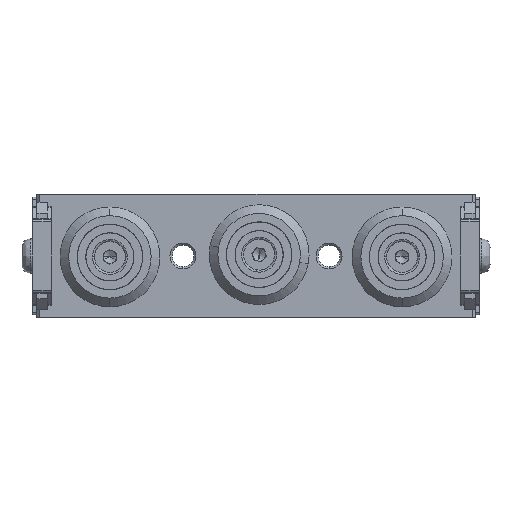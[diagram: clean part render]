
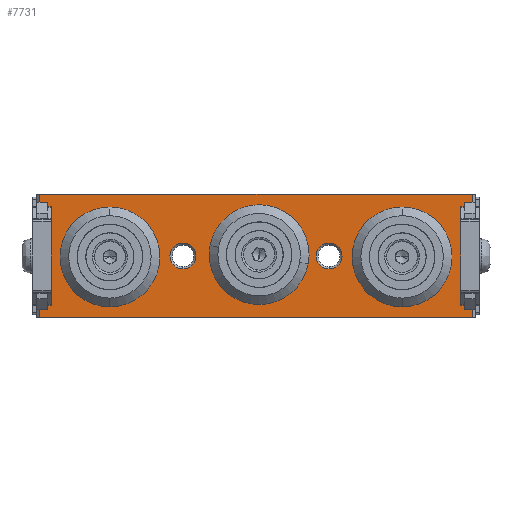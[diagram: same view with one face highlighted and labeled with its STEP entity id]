
A CAD part, front view. The second image highlights one B-rep face of the part: STEP entity #7731.
In plain terms, the highlighted planar face has unit normal (0, -1, 0).
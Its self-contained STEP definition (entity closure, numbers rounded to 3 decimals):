
#424 = AXIS2_PLACEMENT_3D ( 'NONE', #18321, #24656, #2032 ) ;
#433 = VERTEX_POINT ( 'NONE', #17626 ) ;
#720 = EDGE_CURVE ( 'NONE', #3114, #433, #19353, .T. ) ;
#885 = CARTESIAN_POINT ( 'NONE',  ( 0.013, 0., 0.584 ) ) ;
#1000 = DIRECTION ( 'NONE',  ( 0., 0., -1. ) ) ;
#1137 = DIRECTION ( 'NONE',  ( 0., -1., 0. ) ) ;
#1213 = DIRECTION ( 'NONE',  ( 0., -1., 0. ) ) ;
#1513 = FACE_BOUND ( 'NONE', #6819, .T. ) ;
#1567 = CIRCLE ( 'NONE', #6706, 5. ) ;
#1657 = FACE_BOUND ( 'NONE', #7288, .T. ) ;
#2032 = DIRECTION ( 'NONE',  ( 0., 0., -1. ) ) ;
#2131 = ORIENTED_EDGE ( 'NONE', *, *, #14560, .F. ) ;
#2257 = EDGE_LOOP ( 'NONE', ( #23591, #7263 ) ) ;
#2808 = CARTESIAN_POINT ( 'NONE',  ( -22.492, 0., -4. ) ) ;
#3114 = VERTEX_POINT ( 'NONE', #5606 ) ;
#3181 = DIRECTION ( 'NONE',  ( 1., 0., 0. ) ) ;
#3463 = DIRECTION ( 'NONE',  ( -1., 0., 0. ) ) ;
#3931 = DIRECTION ( 'NONE',  ( 0., 0., -1. ) ) ;
#4083 = VECTOR ( 'NONE', #17646, 1000. ) ;
#4440 = AXIS2_PLACEMENT_3D ( 'NONE', #14158, #7830, #3931 ) ;
#4935 = AXIS2_PLACEMENT_3D ( 'NONE', #885, #17314, #7083 ) ;
#5208 = VERTEX_POINT ( 'NONE', #18849 ) ;
#5318 = EDGE_LOOP ( 'NONE', ( #11291, #2131 ) ) ;
#5370 = DIRECTION ( 'NONE',  ( 0., 0., -1. ) ) ;
#5562 = CARTESIAN_POINT ( 'NONE',  ( -66.548, 0., 18.999 ) ) ;
#5606 = CARTESIAN_POINT ( 'NONE',  ( -66.548, 0., 18.999 ) ) ;
#6151 = ORIENTED_EDGE ( 'NONE', *, *, #12350, .F. ) ;
#6644 = EDGE_LOOP ( 'NONE', ( #9217, #18094 ) ) ;
#6706 = AXIS2_PLACEMENT_3D ( 'NONE', #10641, #18859, #17506 ) ;
#6819 = EDGE_LOOP ( 'NONE', ( #6151, #15201 ) ) ;
#7079 = VERTEX_POINT ( 'NONE', #2808 ) ;
#7083 = DIRECTION ( 'NONE',  ( 0., 0., -1. ) ) ;
#7263 = ORIENTED_EDGE ( 'NONE', *, *, #24594, .F. ) ;
#7281 = LINE ( 'NONE', #15359, #4083 ) ;
#7288 = EDGE_LOOP ( 'NONE', ( #21398, #16974 ) ) ;
#7341 = CARTESIAN_POINT ( 'NONE',  ( 22.517, 0., 0. ) ) ;
#7731 = ADVANCED_FACE ( 'NONE', ( #12017, #1657, #1513, #9987, #16051, #26307 ), #11876, .F. ) ;
#7830 = DIRECTION ( 'NONE',  ( 0., -1., 0. ) ) ;
#8084 = EDGE_CURVE ( 'NONE', #16829, #10194, #11784, .T. ) ;
#8850 = CIRCLE ( 'NONE', #19594, 4. ) ;
#8925 = AXIS2_PLACEMENT_3D ( 'NONE', #5562, #13888, #16191 ) ;
#9047 = DIRECTION ( 'NONE',  ( 0., -1., 0. ) ) ;
#9217 = ORIENTED_EDGE ( 'NONE', *, *, #10585, .F. ) ;
#9568 = VERTEX_POINT ( 'NONE', #20855 ) ;
#9596 = CARTESIAN_POINT ( 'NONE',  ( -22.492, 0., 0. ) ) ;
#9767 = AXIS2_PLACEMENT_3D ( 'NONE', #23996, #9047, #11321 ) ;
#9987 = FACE_BOUND ( 'NONE', #5318, .T. ) ;
#10062 = CIRCLE ( 'NONE', #21695, 5. ) ;
#10174 = VERTEX_POINT ( 'NONE', #10397 ) ;
#10194 = VERTEX_POINT ( 'NONE', #25083 ) ;
#10397 = CARTESIAN_POINT ( 'NONE',  ( 44.996, 0., 4.721 ) ) ;
#10585 = EDGE_CURVE ( 'NONE', #25953, #22182, #17202, .T. ) ;
#10594 = CARTESIAN_POINT ( 'NONE',  ( 44.996, 0., -5.279 ) ) ;
#10641 = CARTESIAN_POINT ( 'NONE',  ( -44.996, 0., -0.279 ) ) ;
#11291 = ORIENTED_EDGE ( 'NONE', *, *, #19913, .F. ) ;
#11321 = DIRECTION ( 'NONE',  ( 0., 0., -1. ) ) ;
#11456 = AXIS2_PLACEMENT_3D ( 'NONE', #12320, #24468, #14205 ) ;
#11784 = LINE ( 'NONE', #19618, #19692 ) ;
#11876 = PLANE ( 'NONE',  #8925 ) ;
#12017 = FACE_OUTER_BOUND ( 'NONE', #21756, .T. ) ;
#12215 = EDGE_CURVE ( 'NONE', #5208, #9568, #1567, .T. ) ;
#12320 = CARTESIAN_POINT ( 'NONE',  ( 0.013, 0., 0.584 ) ) ;
#12326 = CIRCLE ( 'NONE', #23942, 5. ) ;
#12350 = EDGE_CURVE ( 'NONE', #9568, #5208, #12326, .T. ) ;
#13326 = VERTEX_POINT ( 'NONE', #25073 ) ;
#13888 = DIRECTION ( 'NONE',  ( 0., 1., 0. ) ) ;
#13978 = EDGE_CURVE ( 'NONE', #23164, #13326, #24368, .T. ) ;
#14158 = CARTESIAN_POINT ( 'NONE',  ( -22.492, 0., 0. ) ) ;
#14176 = EDGE_CURVE ( 'NONE', #7079, #19006, #23526, .T. ) ;
#14205 = DIRECTION ( 'NONE',  ( 0., 0., -1. ) ) ;
#14560 = EDGE_CURVE ( 'NONE', #10174, #15249, #25266, .T. ) ;
#15201 = ORIENTED_EDGE ( 'NONE', *, *, #12215, .F. ) ;
#15249 = VERTEX_POINT ( 'NONE', #10594 ) ;
#15359 = CARTESIAN_POINT ( 'NONE',  ( -66.548, 0., 18.999 ) ) ;
#15945 = CARTESIAN_POINT ( 'NONE',  ( 0.013, 0., -4.75 ) ) ;
#15953 = CARTESIAN_POINT ( 'NONE',  ( 22.517, 0., 4. ) ) ;
#16051 = FACE_BOUND ( 'NONE', #2257, .T. ) ;
#16191 = DIRECTION ( 'NONE',  ( 0., 0., 1. ) ) ;
#16321 = DIRECTION ( 'NONE',  ( 0., 0., -1. ) ) ;
#16825 = EDGE_CURVE ( 'NONE', #10194, #3114, #7281, .T. ) ;
#16829 = VERTEX_POINT ( 'NONE', #17374 ) ;
#16974 = ORIENTED_EDGE ( 'NONE', *, *, #17239, .F. ) ;
#17202 = CIRCLE ( 'NONE', #424, 4. ) ;
#17239 = EDGE_CURVE ( 'NONE', #13326, #23164, #25158, .T. ) ;
#17314 = DIRECTION ( 'NONE',  ( 0., -1., 0. ) ) ;
#17337 = CARTESIAN_POINT ( 'NONE',  ( 66.548, 0., 18.999 ) ) ;
#17374 = CARTESIAN_POINT ( 'NONE',  ( 66.548, 0., -18.999 ) ) ;
#17478 = LINE ( 'NONE', #17337, #21693 ) ;
#17506 = DIRECTION ( 'NONE',  ( 0., 0., -1. ) ) ;
#17626 = CARTESIAN_POINT ( 'NONE',  ( 66.548, 0., 18.999 ) ) ;
#17646 = DIRECTION ( 'NONE',  ( 0., 0., 1. ) ) ;
#18094 = ORIENTED_EDGE ( 'NONE', *, *, #21088, .F. ) ;
#18321 = CARTESIAN_POINT ( 'NONE',  ( 22.517, 0., 0. ) ) ;
#18352 = CARTESIAN_POINT ( 'NONE',  ( 44.996, 0., -0.279 ) ) ;
#18484 = DIRECTION ( 'NONE',  ( 0., -1., 0. ) ) ;
#18645 = CIRCLE ( 'NONE', #4440, 4. ) ;
#18849 = CARTESIAN_POINT ( 'NONE',  ( -44.996, 0., 4.721 ) ) ;
#18859 = DIRECTION ( 'NONE',  ( 0., -1., 0. ) ) ;
#19006 = VERTEX_POINT ( 'NONE', #20012 ) ;
#19353 = LINE ( 'NONE', #23662, #24264 ) ;
#19589 = DIRECTION ( 'NONE',  ( 0., -1., 0. ) ) ;
#19594 = AXIS2_PLACEMENT_3D ( 'NONE', #7341, #19589, #1000 ) ;
#19618 = CARTESIAN_POINT ( 'NONE',  ( -66.548, 0., -18.999 ) ) ;
#19625 = DIRECTION ( 'NONE',  ( 0., 0., -1. ) ) ;
#19692 = VECTOR ( 'NONE', #3463, 1000. ) ;
#19847 = ORIENTED_EDGE ( 'NONE', *, *, #16825, .F. ) ;
#19913 = EDGE_CURVE ( 'NONE', #15249, #10174, #10062, .T. ) ;
#20012 = CARTESIAN_POINT ( 'NONE',  ( -22.492, 0., 4. ) ) ;
#20855 = CARTESIAN_POINT ( 'NONE',  ( -44.996, 0., -5.279 ) ) ;
#21088 = EDGE_CURVE ( 'NONE', #22182, #25953, #8850, .T. ) ;
#21287 = ORIENTED_EDGE ( 'NONE', *, *, #720, .F. ) ;
#21398 = ORIENTED_EDGE ( 'NONE', *, *, #13978, .F. ) ;
#21693 = VECTOR ( 'NONE', #19625, 1000. ) ;
#21695 = AXIS2_PLACEMENT_3D ( 'NONE', #18352, #18484, #16321 ) ;
#21756 = EDGE_LOOP ( 'NONE', ( #24389, #21287, #19847, #24229 ) ) ;
#22182 = VERTEX_POINT ( 'NONE', #15953 ) ;
#22650 = AXIS2_PLACEMENT_3D ( 'NONE', #9596, #1137, #23633 ) ;
#23164 = VERTEX_POINT ( 'NONE', #15945 ) ;
#23526 = CIRCLE ( 'NONE', #22650, 4. ) ;
#23591 = ORIENTED_EDGE ( 'NONE', *, *, #14176, .F. ) ;
#23633 = DIRECTION ( 'NONE',  ( 0., 0., -1. ) ) ;
#23662 = CARTESIAN_POINT ( 'NONE',  ( -66.548, 0., 18.999 ) ) ;
#23826 = CARTESIAN_POINT ( 'NONE',  ( -44.996, 0., -0.279 ) ) ;
#23942 = AXIS2_PLACEMENT_3D ( 'NONE', #23826, #1213, #5370 ) ;
#23996 = CARTESIAN_POINT ( 'NONE',  ( 44.996, 0., -0.279 ) ) ;
#24070 = CARTESIAN_POINT ( 'NONE',  ( 22.517, 0., -4. ) ) ;
#24229 = ORIENTED_EDGE ( 'NONE', *, *, #8084, .F. ) ;
#24264 = VECTOR ( 'NONE', #3181, 1000. ) ;
#24368 = CIRCLE ( 'NONE', #11456, 5.334 ) ;
#24389 = ORIENTED_EDGE ( 'NONE', *, *, #25782, .F. ) ;
#24468 = DIRECTION ( 'NONE',  ( 0., -1., 0. ) ) ;
#24594 = EDGE_CURVE ( 'NONE', #19006, #7079, #18645, .T. ) ;
#24656 = DIRECTION ( 'NONE',  ( 0., -1., 0. ) ) ;
#25073 = CARTESIAN_POINT ( 'NONE',  ( 0.013, 0., 5.918 ) ) ;
#25083 = CARTESIAN_POINT ( 'NONE',  ( -66.548, 0., -18.999 ) ) ;
#25158 = CIRCLE ( 'NONE', #4935, 5.334 ) ;
#25266 = CIRCLE ( 'NONE', #9767, 5. ) ;
#25782 = EDGE_CURVE ( 'NONE', #433, #16829, #17478, .T. ) ;
#25953 = VERTEX_POINT ( 'NONE', #24070 ) ;
#26307 = FACE_BOUND ( 'NONE', #6644, .T. ) ;
